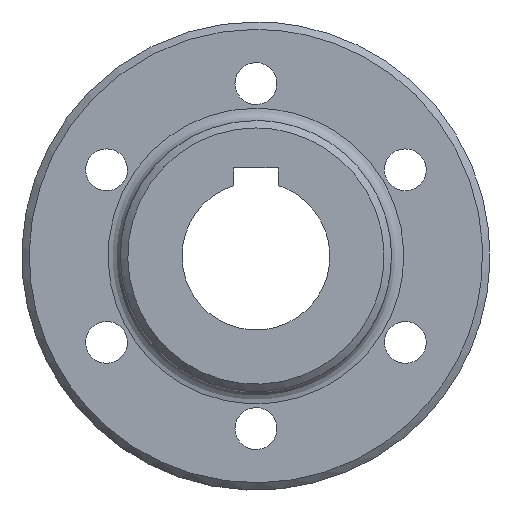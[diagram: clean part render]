
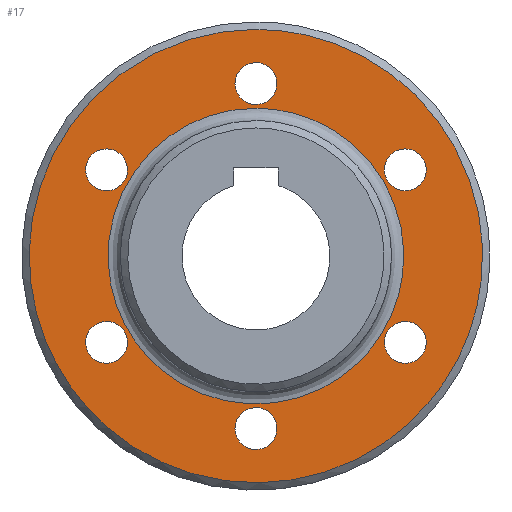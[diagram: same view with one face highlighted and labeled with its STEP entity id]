
A CAD part, left-side view. The second image highlights one B-rep face of the part: STEP entity #17.
In plain terms, the highlighted free-form (B-spline) face has degree [1, 1] with [2, 2] control points.
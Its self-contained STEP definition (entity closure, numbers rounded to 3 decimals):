
#17 = ADVANCED_FACE('',(#18,#32,#46,#60,#74,#88,#102,#116),#130,.T.);
#18 = FACE_BOUND('',#19,.T.);
#19 = EDGE_LOOP('',(#20));
#20 = ORIENTED_EDGE('',*,*,#21,.T.);
#21 = EDGE_CURVE('',#22,#22,#24,.T.);
#22 = VERTEX_POINT('',#23);
#23 = CARTESIAN_POINT('',(-42.922,0.,
    112.823));
#24 = ( BOUNDED_CURVE() B_SPLINE_CURVE(2,(#25,#26,#27,#28,#29,#30,#31),
.UNSPECIFIED.,.T.,.F.) B_SPLINE_CURVE_WITH_KNOTS((1,2,2,2,2,1),(
    -2.094,0.,2.094,4.189,6.283,
8.378),.UNSPECIFIED.) CURVE() GEOMETRIC_REPRESENTATION_ITEM() 
RATIONAL_B_SPLINE_CURVE((1.,0.5,1.,0.5,1.,0.5,1.)) REPRESENTATION_ITEM(
  '') );
#25 = CARTESIAN_POINT('',(-42.922,0.,
    112.823));
#26 = CARTESIAN_POINT('',(-42.922,195.416,112.823
    ));
#27 = CARTESIAN_POINT('',(-42.922,97.708,
    -56.412));
#28 = CARTESIAN_POINT('',(-42.922,0.,
    -225.647));
#29 = CARTESIAN_POINT('',(-42.922,-97.708,
    -56.412));
#30 = CARTESIAN_POINT('',(-42.922,-195.416,112.823)
  );
#31 = CARTESIAN_POINT('',(-42.922,0.,
    112.823));
#32 = FACE_BOUND('',#33,.T.);
#33 = EDGE_LOOP('',(#34));
#34 = ORIENTED_EDGE('',*,*,#35,.T.);
#35 = EDGE_CURVE('',#36,#36,#38,.T.);
#36 = VERTEX_POINT('',#37);
#37 = CARTESIAN_POINT('',(-42.922,-63.919,42.922)
  );
#38 = ( BOUNDED_CURVE() B_SPLINE_CURVE(2,(#39,#40,#41,#42,#43,#44,#45),
.UNSPECIFIED.,.T.,.F.) B_SPLINE_CURVE_WITH_KNOTS((1,2,2,2,2,1),(
    -2.094,0.,2.094,4.189,6.283,
8.378),.UNSPECIFIED.) CURVE() GEOMETRIC_REPRESENTATION_ITEM() 
RATIONAL_B_SPLINE_CURVE((1.,0.5,1.,0.5,1.,0.5,1.)) REPRESENTATION_ITEM(
  '') );
#39 = CARTESIAN_POINT('',(-42.922,-63.919,42.922)
  );
#40 = CARTESIAN_POINT('',(-42.922,-63.919,60.977)
  );
#41 = CARTESIAN_POINT('',(-42.922,-79.555,
    51.949));
#42 = CARTESIAN_POINT('',(-42.922,-95.191,
    42.922));
#43 = CARTESIAN_POINT('',(-42.922,-79.555,
    33.895));
#44 = CARTESIAN_POINT('',(-42.922,-63.919,24.867)
  );
#45 = CARTESIAN_POINT('',(-42.922,-63.919,42.922)
  );
#46 = FACE_BOUND('',#47,.T.);
#47 = EDGE_LOOP('',(#48));
#48 = ORIENTED_EDGE('',*,*,#49,.T.);
#49 = EDGE_CURVE('',#50,#50,#52,.T.);
#50 = VERTEX_POINT('',#51);
#51 = CARTESIAN_POINT('',(-42.922,-63.919,-42.922)
  );
#52 = ( BOUNDED_CURVE() B_SPLINE_CURVE(2,(#53,#54,#55,#56,#57,#58,#59),
.UNSPECIFIED.,.T.,.F.) B_SPLINE_CURVE_WITH_KNOTS((1,2,2,2,2,1),(
    -2.094,0.,2.094,4.189,6.283,
8.378),.UNSPECIFIED.) CURVE() GEOMETRIC_REPRESENTATION_ITEM() 
RATIONAL_B_SPLINE_CURVE((1.,0.5,1.,0.5,1.,0.5,1.)) REPRESENTATION_ITEM(
  '') );
#53 = CARTESIAN_POINT('',(-42.922,-63.919,-42.922)
  );
#54 = CARTESIAN_POINT('',(-42.922,-63.919,-24.867)
  );
#55 = CARTESIAN_POINT('',(-42.922,-79.555,
    -33.895));
#56 = CARTESIAN_POINT('',(-42.922,-95.191,
    -42.922));
#57 = CARTESIAN_POINT('',(-42.922,-79.555,
    -51.949));
#58 = CARTESIAN_POINT('',(-42.922,-63.919,-60.977)
  );
#59 = CARTESIAN_POINT('',(-42.922,-63.919,-42.922)
  );
#60 = FACE_BOUND('',#61,.T.);
#61 = EDGE_LOOP('',(#62));
#62 = ORIENTED_EDGE('',*,*,#63,.T.);
#63 = EDGE_CURVE('',#64,#64,#66,.T.);
#64 = VERTEX_POINT('',#65);
#65 = CARTESIAN_POINT('',(-42.922,10.424,
    85.844));
#66 = ( BOUNDED_CURVE() B_SPLINE_CURVE(2,(#67,#68,#69,#70,#71,#72,#73),
.UNSPECIFIED.,.T.,.F.) B_SPLINE_CURVE_WITH_KNOTS((1,2,2,2,2,1),(
    -2.094,0.,2.094,4.189,6.283,
8.378),.UNSPECIFIED.) CURVE() GEOMETRIC_REPRESENTATION_ITEM() 
RATIONAL_B_SPLINE_CURVE((1.,0.5,1.,0.5,1.,0.5,1.)) REPRESENTATION_ITEM(
  '') );
#67 = CARTESIAN_POINT('',(-42.922,10.424,
    85.844));
#68 = CARTESIAN_POINT('',(-42.922,10.424,
    103.899));
#69 = CARTESIAN_POINT('',(-42.922,-5.212,
    94.871));
#70 = CARTESIAN_POINT('',(-42.922,-20.848,
    85.844));
#71 = CARTESIAN_POINT('',(-42.922,-5.212,
    76.816));
#72 = CARTESIAN_POINT('',(-42.922,10.424,
    67.789));
#73 = CARTESIAN_POINT('',(-42.922,10.424,
    85.844));
#74 = FACE_BOUND('',#75,.T.);
#75 = EDGE_LOOP('',(#76));
#76 = ORIENTED_EDGE('',*,*,#77,.T.);
#77 = EDGE_CURVE('',#78,#78,#80,.T.);
#78 = VERTEX_POINT('',#79);
#79 = CARTESIAN_POINT('',(-42.922,84.767,
    42.922));
#80 = ( BOUNDED_CURVE() B_SPLINE_CURVE(2,(#81,#82,#83,#84,#85,#86,#87),
.UNSPECIFIED.,.T.,.F.) B_SPLINE_CURVE_WITH_KNOTS((1,2,2,2,2,1),(
    -2.094,0.,2.094,4.189,6.283,
8.378),.UNSPECIFIED.) CURVE() GEOMETRIC_REPRESENTATION_ITEM() 
RATIONAL_B_SPLINE_CURVE((1.,0.5,1.,0.5,1.,0.5,1.)) REPRESENTATION_ITEM(
  '') );
#81 = CARTESIAN_POINT('',(-42.922,84.767,
    42.922));
#82 = CARTESIAN_POINT('',(-42.922,84.767,
    60.977));
#83 = CARTESIAN_POINT('',(-42.922,69.131,
    51.949));
#84 = CARTESIAN_POINT('',(-42.922,53.495,
    42.922));
#85 = CARTESIAN_POINT('',(-42.922,69.131,
    33.895));
#86 = CARTESIAN_POINT('',(-42.922,84.767,24.867
    ));
#87 = CARTESIAN_POINT('',(-42.922,84.767,
    42.922));
#88 = FACE_BOUND('',#89,.T.);
#89 = EDGE_LOOP('',(#90));
#90 = ORIENTED_EDGE('',*,*,#91,.T.);
#91 = EDGE_CURVE('',#92,#92,#94,.T.);
#92 = VERTEX_POINT('',#93);
#93 = CARTESIAN_POINT('',(-42.922,10.424,
    -85.844));
#94 = ( BOUNDED_CURVE() B_SPLINE_CURVE(2,(#95,#96,#97,#98,#99,#100,#101)
,.UNSPECIFIED.,.T.,.F.) B_SPLINE_CURVE_WITH_KNOTS((1,2,2,2,2,1),(
    -2.094,0.,2.094,4.189,6.283,
8.378),.UNSPECIFIED.) CURVE() GEOMETRIC_REPRESENTATION_ITEM() 
RATIONAL_B_SPLINE_CURVE((1.,0.5,1.,0.5,1.,0.5,1.)) REPRESENTATION_ITEM(
  '') );
#95 = CARTESIAN_POINT('',(-42.922,10.424,
    -85.844));
#96 = CARTESIAN_POINT('',(-42.922,10.424,
    -67.789));
#97 = CARTESIAN_POINT('',(-42.922,-5.212,
    -76.816));
#98 = CARTESIAN_POINT('',(-42.922,-20.848,
    -85.844));
#99 = CARTESIAN_POINT('',(-42.922,-5.212,-94.871
    ));
#100 = CARTESIAN_POINT('',(-42.922,10.424,
    -103.899));
#101 = CARTESIAN_POINT('',(-42.922,10.424,
    -85.844));
#102 = FACE_BOUND('',#103,.T.);
#103 = EDGE_LOOP('',(#104));
#104 = ORIENTED_EDGE('',*,*,#105,.T.);
#105 = EDGE_CURVE('',#106,#106,#108,.T.);
#106 = VERTEX_POINT('',#107);
#107 = CARTESIAN_POINT('',(-42.922,84.767,
    -42.922));
#108 = ( BOUNDED_CURVE() B_SPLINE_CURVE(2,(#109,#110,#111,#112,#113,#114
,#115),.UNSPECIFIED.,.T.,.F.) B_SPLINE_CURVE_WITH_KNOTS((1,2,2,2,2,1),(
    -2.094,0.,2.094,4.189,6.283,
8.378),.UNSPECIFIED.) CURVE() GEOMETRIC_REPRESENTATION_ITEM() 
RATIONAL_B_SPLINE_CURVE((1.,0.5,1.,0.5,1.,0.5,1.)) REPRESENTATION_ITEM(
  '') );
#109 = CARTESIAN_POINT('',(-42.922,84.767,
    -42.922));
#110 = CARTESIAN_POINT('',(-42.922,84.767,
    -24.867));
#111 = CARTESIAN_POINT('',(-42.922,69.131,
    -33.895));
#112 = CARTESIAN_POINT('',(-42.922,53.495,
    -42.922));
#113 = CARTESIAN_POINT('',(-42.922,69.131,
    -51.949));
#114 = CARTESIAN_POINT('',(-42.922,84.767,
    -60.977));
#115 = CARTESIAN_POINT('',(-42.922,84.767,
    -42.922));
#116 = FACE_BOUND('',#117,.T.);
#117 = EDGE_LOOP('',(#118));
#118 = ORIENTED_EDGE('',*,*,#119,.F.);
#119 = EDGE_CURVE('',#120,#120,#122,.T.);
#120 = VERTEX_POINT('',#121);
#121 = CARTESIAN_POINT('',(-42.922,0.,
    73.58));
#122 = ( BOUNDED_CURVE() B_SPLINE_CURVE(2,(#123,#124,#125,#126,#127,#128
,#129),.UNSPECIFIED.,.T.,.F.) B_SPLINE_CURVE_WITH_KNOTS((1,2,2,2,2,1),(
    -2.094,0.,2.094,4.189,6.283,
8.378),.UNSPECIFIED.) CURVE() GEOMETRIC_REPRESENTATION_ITEM() 
RATIONAL_B_SPLINE_CURVE((1.,0.5,1.,0.5,1.,0.5,1.)) REPRESENTATION_ITEM(
  '') );
#123 = CARTESIAN_POINT('',(-42.922,0.,
    73.58));
#124 = CARTESIAN_POINT('',(-42.922,127.445,73.58
    ));
#125 = CARTESIAN_POINT('',(-42.922,63.722,-36.79
    ));
#126 = CARTESIAN_POINT('',(-42.922,0.,
    -147.161));
#127 = CARTESIAN_POINT('',(-42.922,-63.722,
    -36.79));
#128 = CARTESIAN_POINT('',(-42.922,-127.445,
    73.58));
#129 = CARTESIAN_POINT('',(-42.922,0.,
    73.58));
#130 = B_SPLINE_SURFACE_WITH_KNOTS('',1,1,(
    (#131,#132)
    ,(#133,#134
    )),.UNSPECIFIED.,.F.,.F.,.F.,(2,2),(2,2),(-92.,92.),(-92.,92.),
  .PIECEWISE_BEZIER_KNOTS.);
#131 = CARTESIAN_POINT('',(-42.922,-112.823,
    -112.823));
#132 = CARTESIAN_POINT('',(-42.922,112.823,
    -112.823));
#133 = CARTESIAN_POINT('',(-42.922,-112.823,
    112.823));
#134 = CARTESIAN_POINT('',(-42.922,112.823,112.823
    ));
